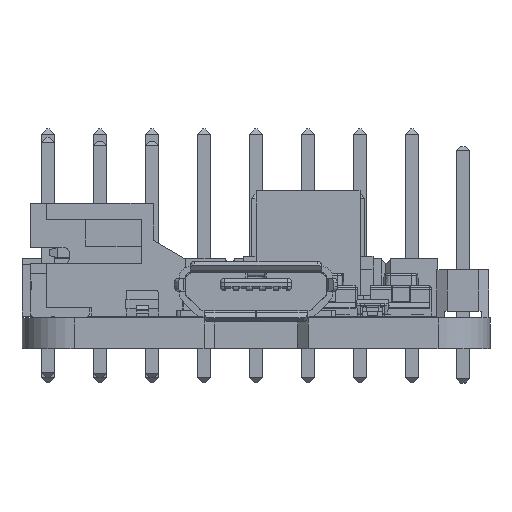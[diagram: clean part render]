
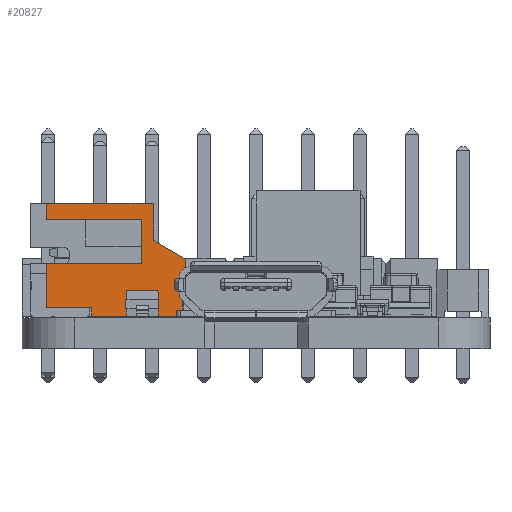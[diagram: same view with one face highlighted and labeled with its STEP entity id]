
A CAD part, left-side view. The second image highlights one B-rep face of the part: STEP entity #20827.
In plain terms, the highlighted face is planar.
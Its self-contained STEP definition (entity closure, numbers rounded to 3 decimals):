
#19880 = VERTEX_POINT('',#19881);
#19881 = CARTESIAN_POINT('',(3.95,0.,-7.6));
#19887 = EDGE_CURVE('',#19880,#19888,#19890,.T.);
#19888 = VERTEX_POINT('',#19889);
#19889 = CARTESIAN_POINT('',(3.95,0.,-3.));
#19890 = LINE('',#19891,#19892);
#19891 = CARTESIAN_POINT('',(3.95,0.,-7.6));
#19892 = VECTOR('',#19893,1.);
#19893 = DIRECTION('',(-0.,0.,1.));
#20263 = VERTEX_POINT('',#20264);
#20264 = CARTESIAN_POINT('',(3.95,4.705,-5.415));
#20270 = EDGE_CURVE('',#20263,#20271,#20273,.T.);
#20271 = VERTEX_POINT('',#20272);
#20272 = CARTESIAN_POINT('',(3.95,4.705,-0.8));
#20273 = LINE('',#20274,#20275);
#20274 = CARTESIAN_POINT('',(3.95,4.705,-0.8));
#20275 = VECTOR('',#20276,1.);
#20276 = DIRECTION('',(0.,-0.,1.));
#20303 = VERTEX_POINT('',#20304);
#20304 = CARTESIAN_POINT('',(3.95,2.55,-5.415));
#20310 = EDGE_CURVE('',#20303,#20263,#20311,.T.);
#20311 = LINE('',#20312,#20313);
#20312 = CARTESIAN_POINT('',(3.95,4.705,-5.415));
#20313 = VECTOR('',#20314,1.);
#20314 = DIRECTION('',(-0.,1.,-0.));
#20506 = VERTEX_POINT('',#20507);
#20507 = CARTESIAN_POINT('',(3.95,5.5,-6.));
#20513 = EDGE_CURVE('',#20506,#20514,#20516,.T.);
#20514 = VERTEX_POINT('',#20515);
#20515 = CARTESIAN_POINT('',(3.95,3.7,-6.));
#20516 = LINE('',#20517,#20518);
#20517 = CARTESIAN_POINT('',(3.95,5.5,-6.));
#20518 = VECTOR('',#20519,1.);
#20519 = DIRECTION('',(0.,-1.,0.));
#20808 = VERTEX_POINT('',#20809);
#20809 = CARTESIAN_POINT('',(3.95,0.4,-3.));
#20817 = EDGE_CURVE('',#20808,#19888,#20818,.T.);
#20818 = LINE('',#20819,#20820);
#20819 = CARTESIAN_POINT('',(3.95,0.,-3.));
#20820 = VECTOR('',#20821,1.);
#20821 = DIRECTION('',(-0.,-1.,0.));
#20827 = ADVANCED_FACE('',(#20828),#20885,.F.);
#20828 = FACE_BOUND('',#20829,.T.);
#20829 = EDGE_LOOP('',(#20830,#20838,#20839,#20840,#20848,#20856,#20862,
    #20863,#20864,#20872,#20878,#20879));
#20830 = ORIENTED_EDGE('',*,*,#20831,.F.);
#20831 = EDGE_CURVE('',#20271,#20832,#20834,.T.);
#20832 = VERTEX_POINT('',#20833);
#20833 = CARTESIAN_POINT('',(3.95,5.5,-0.8));
#20834 = LINE('',#20835,#20836);
#20835 = CARTESIAN_POINT('',(3.95,5.5,-0.8));
#20836 = VECTOR('',#20837,1.);
#20837 = DIRECTION('',(0.,1.,0.));
#20838 = ORIENTED_EDGE('',*,*,#20270,.F.);
#20839 = ORIENTED_EDGE('',*,*,#20310,.F.);
#20840 = ORIENTED_EDGE('',*,*,#20841,.T.);
#20841 = EDGE_CURVE('',#20303,#20842,#20844,.T.);
#20842 = VERTEX_POINT('',#20843);
#20843 = CARTESIAN_POINT('',(3.95,2.55,-0.8));
#20844 = LINE('',#20845,#20846);
#20845 = CARTESIAN_POINT('',(3.95,2.55,0.));
#20846 = VECTOR('',#20847,1.);
#20847 = DIRECTION('',(-0.,0.,1.));
#20848 = ORIENTED_EDGE('',*,*,#20849,.F.);
#20849 = EDGE_CURVE('',#20850,#20842,#20852,.T.);
#20850 = VERTEX_POINT('',#20851);
#20851 = CARTESIAN_POINT('',(3.95,0.4,-0.8));
#20852 = LINE('',#20853,#20854);
#20853 = CARTESIAN_POINT('',(3.95,5.5,-0.8));
#20854 = VECTOR('',#20855,1.);
#20855 = DIRECTION('',(0.,1.,0.));
#20856 = ORIENTED_EDGE('',*,*,#20857,.F.);
#20857 = EDGE_CURVE('',#20808,#20850,#20858,.T.);
#20858 = LINE('',#20859,#20860);
#20859 = CARTESIAN_POINT('',(3.95,0.4,0.));
#20860 = VECTOR('',#20861,1.);
#20861 = DIRECTION('',(0.,0.,1.));
#20862 = ORIENTED_EDGE('',*,*,#20817,.T.);
#20863 = ORIENTED_EDGE('',*,*,#19887,.F.);
#20864 = ORIENTED_EDGE('',*,*,#20865,.F.);
#20865 = EDGE_CURVE('',#20866,#19880,#20868,.T.);
#20866 = VERTEX_POINT('',#20867);
#20867 = CARTESIAN_POINT('',(3.95,2.776,-7.6));
#20868 = LINE('',#20869,#20870);
#20869 = CARTESIAN_POINT('',(3.95,5.5,-7.6));
#20870 = VECTOR('',#20871,1.);
#20871 = DIRECTION('',(0.,-1.,0.));
#20872 = ORIENTED_EDGE('',*,*,#20873,.F.);
#20873 = EDGE_CURVE('',#20514,#20866,#20874,.T.);
#20874 = LINE('',#20875,#20876);
#20875 = CARTESIAN_POINT('',(3.95,3.7,-6.));
#20876 = VECTOR('',#20877,1.);
#20877 = DIRECTION('',(0.,-0.5,-0.866));
#20878 = ORIENTED_EDGE('',*,*,#20513,.F.);
#20879 = ORIENTED_EDGE('',*,*,#20880,.F.);
#20880 = EDGE_CURVE('',#20832,#20506,#20881,.T.);
#20881 = LINE('',#20882,#20883);
#20882 = CARTESIAN_POINT('',(3.95,5.5,0.));
#20883 = VECTOR('',#20884,1.);
#20884 = DIRECTION('',(0.,-0.,-1.));
#20885 = PLANE('',#20886);
#20886 = AXIS2_PLACEMENT_3D('',#20887,#20888,#20889);
#20887 = CARTESIAN_POINT('',(3.95,5.5,0.));
#20888 = DIRECTION('',(-1.,0.,0.));
#20889 = DIRECTION('',(0.,0.,1.));
